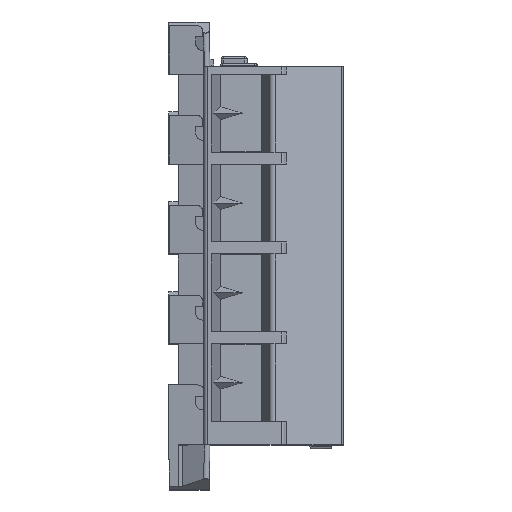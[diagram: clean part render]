
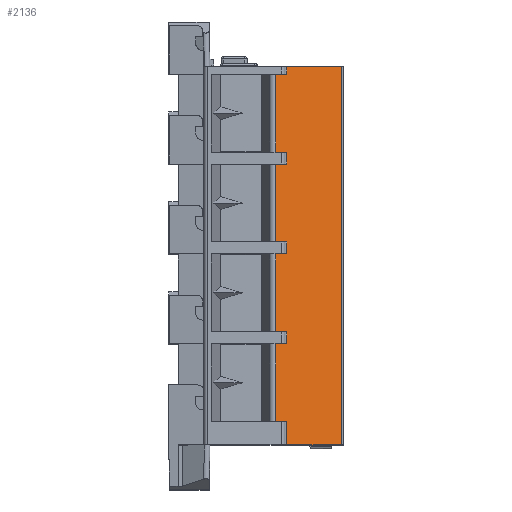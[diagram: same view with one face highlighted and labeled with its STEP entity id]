
A CAD part, top view. The second image highlights one B-rep face of the part: STEP entity #2136.
In plain terms, the highlighted planar face has unit normal (0.5, 0, 0.866).
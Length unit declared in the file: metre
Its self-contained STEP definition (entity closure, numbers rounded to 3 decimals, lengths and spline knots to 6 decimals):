
#2136 = ADVANCED_FACE( 'NONE', ( #4672 ), #4673, .T. );
#4672 = FACE_OUTER_BOUND( '', #7598, .T. );
#4673 = PLANE( '', #7599 );
#7598 = EDGE_LOOP( '', ( #14295, #14296, #14297, #14298, #14299, #14300, #14301, #14302, #14303, #14304, #14305, #14306, #14307, #14308, #14309, #14310, #14311, #14312, #14313, #14314 ) );
#7599 = AXIS2_PLACEMENT_3D( '', #14315, #14316, #14317 );
#14295 = ORIENTED_EDGE( '', *, *, #18821, .T. );
#14296 = ORIENTED_EDGE( '', *, *, #19357, .F. );
#14297 = ORIENTED_EDGE( '', *, *, #19290, .T. );
#14298 = ORIENTED_EDGE( '', *, *, #18523, .F. );
#14299 = ORIENTED_EDGE( '', *, *, #20828, .T. );
#14300 = ORIENTED_EDGE( '', *, *, #20829, .F. );
#14301 = ORIENTED_EDGE( '', *, *, #19819, .T. );
#14302 = ORIENTED_EDGE( '', *, *, #20830, .F. );
#14303 = ORIENTED_EDGE( '', *, *, #20831, .T. );
#14304 = ORIENTED_EDGE( '', *, *, #20832, .F. );
#14305 = ORIENTED_EDGE( '', *, *, #20480, .T. );
#14306 = ORIENTED_EDGE( '', *, *, #20502, .F. );
#14307 = ORIENTED_EDGE( '', *, *, #20424, .T. );
#14308 = ORIENTED_EDGE( '', *, *, #20833, .F. );
#14309 = ORIENTED_EDGE( '', *, *, #20475, .T. );
#14310 = ORIENTED_EDGE( '', *, *, #20656, .F. );
#14311 = ORIENTED_EDGE( '', *, *, #19755, .T. );
#14312 = ORIENTED_EDGE( '', *, *, #19163, .F. );
#14313 = ORIENTED_EDGE( '', *, *, #20834, .T. );
#14314 = ORIENTED_EDGE( '', *, *, #20835, .F. );
#14315 = CARTESIAN_POINT( '', ( 0.054486, -0.069476, 0.009041 ) );
#14316 = DIRECTION( '', ( 0.5, 0., 0.866 ) );
#14317 = DIRECTION( '', ( 0., -1., 0. ) );
#18523 = EDGE_CURVE( 'NONE', #22579, #22581, #22582, .F. );
#18821 = EDGE_CURVE( 'NONE', #23089, #23087, #23090, .T. );
#19163 = EDGE_CURVE( 'NONE', #23675, #23677, #23678, .F. );
#19290 = EDGE_CURVE( 'NONE', #23878, #22581, #23881, .T. );
#19357 = EDGE_CURVE( 'NONE', #23878, #23087, #23989, .T. );
#19755 = EDGE_CURVE( 'NONE', #24609, #23677, #24610, .T. );
#19819 = EDGE_CURVE( 'NONE', #24705, #24706, #24707, .T. );
#20424 = EDGE_CURVE( 'NONE', #25558, #25556, #25559, .T. );
#20475 = EDGE_CURVE( 'NONE', #25624, #25625, #25626, .T. );
#20480 = EDGE_CURVE( 'NONE', #25633, #25634, #25635, .T. );
#20502 = EDGE_CURVE( 'NONE', #25558, #25634, #25661, .F. );
#20656 = EDGE_CURVE( 'NONE', #24609, #25625, #25866, .F. );
#20828 = EDGE_CURVE( 'NONE', #22579, #26100, #26101, .T. );
#20829 = EDGE_CURVE( 'NONE', #24705, #26100, #26102, .F. );
#20830 = EDGE_CURVE( 'NONE', #26103, #24706, #26104, .F. );
#20831 = EDGE_CURVE( 'NONE', #26103, #26105, #26106, .T. );
#20832 = EDGE_CURVE( 'NONE', #25633, #26105, #26107, .F. );
#20833 = EDGE_CURVE( 'NONE', #25624, #25556, #26108, .F. );
#20834 = EDGE_CURVE( 'NONE', #23675, #26109, #26110, .T. );
#20835 = EDGE_CURVE( 'NONE', #23089, #26109, #26111, .T. );
#22579 = VERTEX_POINT( 'NONE', #28418 );
#22581 = VERTEX_POINT( 'NONE', #28420 );
#22582 = LINE( '', #28421, #28422 );
#23087 = VERTEX_POINT( 'NONE', #29207 );
#23089 = VERTEX_POINT( 'NONE', #29209 );
#23090 = LINE( '', #29210, #29211 );
#23675 = VERTEX_POINT( 'NONE', #30073 );
#23677 = VERTEX_POINT( 'NONE', #30075 );
#23678 = LINE( '', #30076, #30077 );
#23878 = VERTEX_POINT( 'NONE', #30387 );
#23881 = LINE( '', #30391, #30392 );
#23989 = LINE( '', #30544, #30545 );
#24609 = VERTEX_POINT( 'NONE', #31467 );
#24610 = LINE( '', #31468, #31469 );
#24705 = VERTEX_POINT( 'NONE', #31611 );
#24706 = VERTEX_POINT( 'NONE', #31612 );
#24707 = LINE( '', #31613, #31614 );
#25556 = VERTEX_POINT( 'NONE', #32911 );
#25558 = VERTEX_POINT( 'NONE', #32913 );
#25559 = LINE( '', #32914, #32915 );
#25624 = VERTEX_POINT( 'NONE', #33009 );
#25625 = VERTEX_POINT( 'NONE', #33010 );
#25626 = LINE( '', #33011, #33012 );
#25633 = VERTEX_POINT( 'NONE', #33020 );
#25634 = VERTEX_POINT( 'NONE', #33021 );
#25635 = LINE( '', #33022, #33023 );
#25661 = LINE( '', #33059, #33060 );
#25866 = LINE( '', #33360, #33361 );
#26100 = VERTEX_POINT( 'NONE', #33712 );
#26101 = LINE( '', #33713, #33714 );
#26102 = LINE( '', #33715, #33716 );
#26103 = VERTEX_POINT( 'NONE', #33717 );
#26104 = LINE( '', #33718, #33719 );
#26105 = VERTEX_POINT( 'NONE', #33720 );
#26106 = LINE( '', #33721, #33722 );
#26107 = LINE( '', #33723, #33724 );
#26108 = LINE( '', #33725, #33726 );
#26109 = VERTEX_POINT( 'NONE', #33727 );
#26110 = LINE( '', #33728, #33729 );
#26111 = LINE( '', #33730, #33731 );
#28418 = CARTESIAN_POINT( '', ( 0.045691, -0.022476, 0.014119 ) );
#28420 = CARTESIAN_POINT( '', ( 0.047179, -0.022476, 0.01326 ) );
#28421 = CARTESIAN_POINT( '', ( 0.038335, -0.022476, 0.018366 ) );
#28422 = VECTOR( '', #35604, 1. );
#29207 = CARTESIAN_POINT( '', ( 0.054486, -0.021476, 0.009041 ) );
#29209 = CARTESIAN_POINT( '', ( 0.054486, -0.071976, 0.009041 ) );
#29210 = CARTESIAN_POINT( '', ( 0.054486, -0.069476, 0.009041 ) );
#29211 = VECTOR( '', #35883, 1. );
#30073 = CARTESIAN_POINT( '', ( 0.047179, -0.068876, 0.01326 ) );
#30075 = CARTESIAN_POINT( '', ( 0.045691, -0.068876, 0.014119 ) );
#30076 = CARTESIAN_POINT( '', ( 0.038335, -0.068876, 0.018366 ) );
#30077 = VECTOR( '', #36242, 1. );
#30387 = CARTESIAN_POINT( '', ( 0.047179, -0.021476, 0.01326 ) );
#30391 = CARTESIAN_POINT( '', ( 0.047179, -0.033476, 0.01326 ) );
#30392 = VECTOR( '', #36369, 1. );
#30544 = CARTESIAN_POINT( '', ( 0.049582, -0.021476, 0.011872 ) );
#30545 = VECTOR( '', #36459, 1. );
#31467 = CARTESIAN_POINT( '', ( 0.045691, -0.058476, 0.014119 ) );
#31468 = CARTESIAN_POINT( '', ( 0.045691, -0.069476, 0.014119 ) );
#31469 = VECTOR( '', #36884, 1. );
#31611 = CARTESIAN_POINT( '', ( 0.047179, -0.032876, 0.01326 ) );
#31612 = CARTESIAN_POINT( '', ( 0.047179, -0.034476, 0.01326 ) );
#31613 = CARTESIAN_POINT( '', ( 0.047179, -0.045476, 0.01326 ) );
#31614 = VECTOR( '', #36938, 1. );
#32911 = CARTESIAN_POINT( '', ( 0.045691, -0.056876, 0.014119 ) );
#32913 = CARTESIAN_POINT( '', ( 0.045691, -0.046476, 0.014119 ) );
#32914 = CARTESIAN_POINT( '', ( 0.045691, -0.057476, 0.014119 ) );
#32915 = VECTOR( '', #37482, 1. );
#33009 = CARTESIAN_POINT( '', ( 0.047179, -0.056876, 0.01326 ) );
#33010 = CARTESIAN_POINT( '', ( 0.047179, -0.058476, 0.01326 ) );
#33011 = CARTESIAN_POINT( '', ( 0.047179, -0.069476, 0.01326 ) );
#33012 = VECTOR( '', #37530, 1. );
#33020 = CARTESIAN_POINT( '', ( 0.047179, -0.044876, 0.01326 ) );
#33021 = CARTESIAN_POINT( '', ( 0.047179, -0.046476, 0.01326 ) );
#33022 = CARTESIAN_POINT( '', ( 0.047179, -0.057476, 0.01326 ) );
#33023 = VECTOR( '', #37538, 1. );
#33059 = CARTESIAN_POINT( '', ( 0.038335, -0.046476, 0.018366 ) );
#33060 = VECTOR( '', #37558, 1. );
#33360 = CARTESIAN_POINT( '', ( 0.038335, -0.058476, 0.018366 ) );
#33361 = VECTOR( '', #37699, 1. );
#33712 = CARTESIAN_POINT( '', ( 0.045691, -0.032876, 0.014119 ) );
#33713 = CARTESIAN_POINT( '', ( 0.045691, -0.033476, 0.014119 ) );
#33714 = VECTOR( '', #37881, 1. );
#33715 = CARTESIAN_POINT( '', ( 0.038335, -0.032876, 0.018366 ) );
#33716 = VECTOR( '', #37882, 1. );
#33717 = CARTESIAN_POINT( '', ( 0.045691, -0.034476, 0.014119 ) );
#33718 = CARTESIAN_POINT( '', ( 0.038335, -0.034476, 0.018366 ) );
#33719 = VECTOR( '', #37883, 1. );
#33720 = CARTESIAN_POINT( '', ( 0.045691, -0.044876, 0.014119 ) );
#33721 = CARTESIAN_POINT( '', ( 0.045691, -0.045476, 0.014119 ) );
#33722 = VECTOR( '', #37884, 1. );
#33723 = CARTESIAN_POINT( '', ( 0.038335, -0.044876, 0.018366 ) );
#33724 = VECTOR( '', #37885, 1. );
#33725 = CARTESIAN_POINT( '', ( 0.038335, -0.056876, 0.018366 ) );
#33726 = VECTOR( '', #37886, 1. );
#33727 = CARTESIAN_POINT( '', ( 0.047179, -0.071976, 0.01326 ) );
#33728 = CARTESIAN_POINT( '', ( 0.047179, -0.069476, 0.01326 ) );
#33729 = VECTOR( '', #37887, 1. );
#33730 = CARTESIAN_POINT( '', ( 0.035043, -0.071976, 0.020267 ) );
#33731 = VECTOR( '', #37888, 1. );
#35604 = DIRECTION( '', ( -0.866, 0., 0.5 ) );
#35883 = DIRECTION( '', ( 0., 1., 0. ) );
#36242 = DIRECTION( '', ( 0.866, 0., -0.5 ) );
#36369 = DIRECTION( '', ( 0., -1., 0. ) );
#36459 = DIRECTION( '', ( 0.866, 0., -0.5 ) );
#36884 = DIRECTION( '', ( 0., -1., 0. ) );
#36938 = DIRECTION( '', ( 0., -1., 0. ) );
#37482 = DIRECTION( '', ( 0., -1., 0. ) );
#37530 = DIRECTION( '', ( 0., -1., 0. ) );
#37538 = DIRECTION( '', ( 0., -1., 0. ) );
#37558 = DIRECTION( '', ( -0.866, 0., 0.5 ) );
#37699 = DIRECTION( '', ( -0.866, 0., 0.5 ) );
#37881 = DIRECTION( '', ( 0., -1., 0. ) );
#37882 = DIRECTION( '', ( 0.866, 0., -0.5 ) );
#37883 = DIRECTION( '', ( -0.866, 0., 0.5 ) );
#37884 = DIRECTION( '', ( 0., -1., 0. ) );
#37885 = DIRECTION( '', ( 0.866, 0., -0.5 ) );
#37886 = DIRECTION( '', ( 0.866, 0., -0.5 ) );
#37887 = DIRECTION( '', ( 0., -1., 0. ) );
#37888 = DIRECTION( '', ( -0.866, 0., 0.5 ) );
